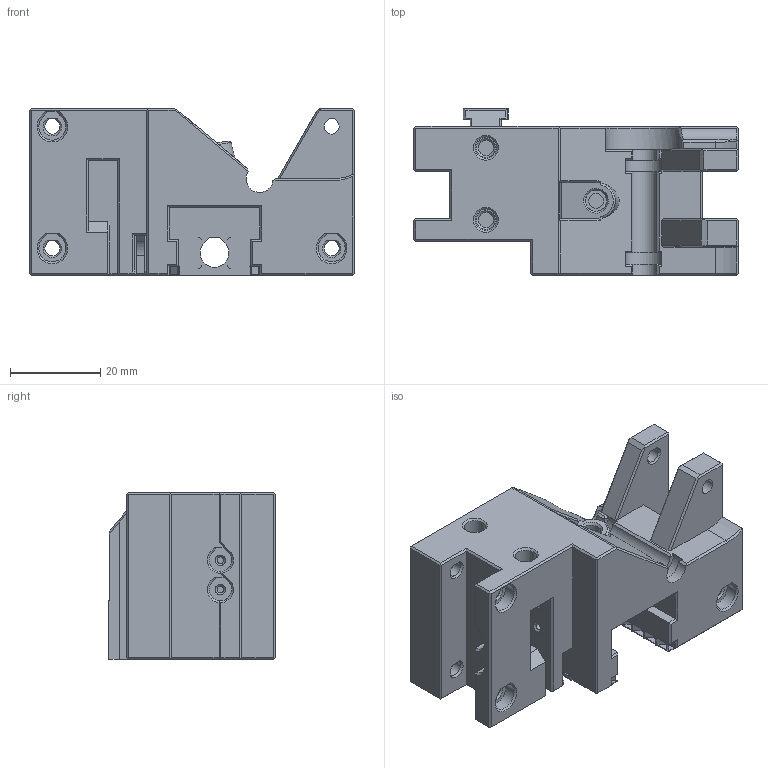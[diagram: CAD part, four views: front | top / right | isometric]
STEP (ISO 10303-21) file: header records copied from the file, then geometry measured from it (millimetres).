
FILE_DESCRIPTION(/* description */ (''),/* implementation_level */ '2;1');
FILE_NAME(/* name */ 'Gearbox_v61_for_M6_SHCS_v2.step',/* time_stamp */ '2025-09-10T11:06:41-04:00',/* author */ (''),/* organization */ (''),/* preprocessor_version */ 'ST-DEVELOPER v20.1',/* originating_system */ 'Autodesk Translation Framework v14.10.0.0',/* authorisation */ '');
FILE_SCHEMA (('AUTOMOTIVE_DESIGN { 1 0 10303 214 3 1 1 }'));
Length unit declared in the file: millimetre
Products named in the file (10): ERCF_V2.1 Gearbox D2 w/ DH for M6; ERCF V2; _1. Gear Box; _1.2 Gear Box; Gearbox.STL; _1.6A1 NEMA17 Direct Drive; [c]_BARF_Diffuser.STL; Motor_Mount_NEMA17_Direct_Drive.STL; _Built in Supports (1); _Gearbox 2020 Support
Assembly tree (9 placements, depth 5):
  ERCF_V2.1 Gearbox D2 w/ DH for M6
    ERCF V2
      _1. Gear Box
        _1.2 Gear Box
          Gearbox.STL
        _1.6A1 NEMA17 Direct Drive
          [c]_BARF_Diffuser.STL
          Motor_Mount_NEMA17_Direct_Drive.STL
      _Built in Supports (1)
        _Gearbox 2020 Support
Bounding box: 72 x 37 x 37 mm (x, y, z)
Volume: 50455 mm3; surface area: 17265.6 mm2
Topology: 3 solids, 3 shells, 605 faces, 1632 edges, 1049 vertices
Faces by surface type: plane 459, cylinder 98, cone 34, bspline 11, torus 3
Full cylindrical faces by diameter (mm): 1.5 x2, 3.3 x1, 3.4 x5, 4.7 x10
Entity records: 19458 total; most frequent: CARTESIAN_POINT 3862, ORIENTED_EDGE 3264, DIRECTION 3102, EDGE_CURVE 1632, LINE 1270, VECTOR 1270, VERTEX_POINT 1049, AXIS2_PLACEMENT_3D 916
